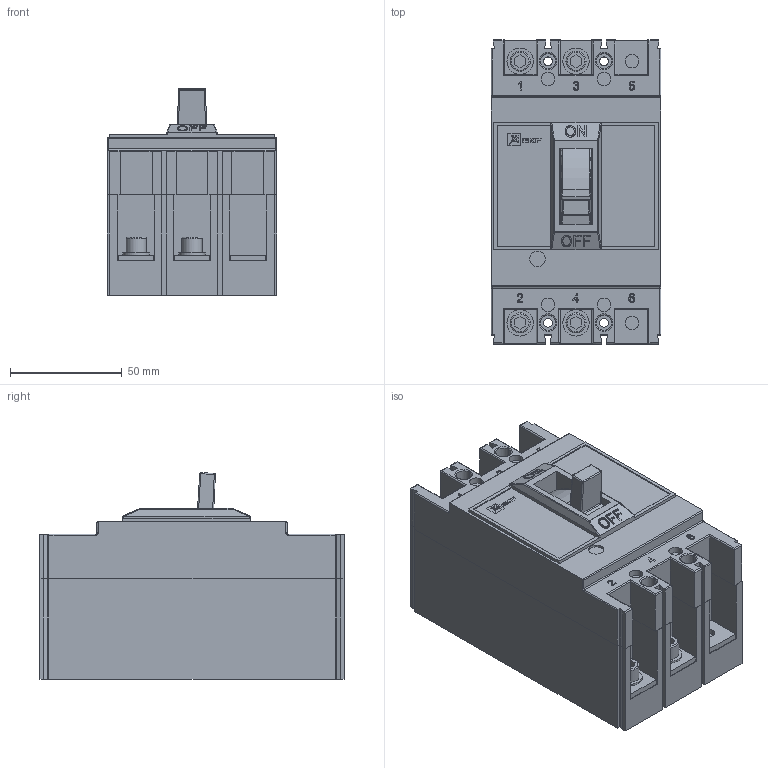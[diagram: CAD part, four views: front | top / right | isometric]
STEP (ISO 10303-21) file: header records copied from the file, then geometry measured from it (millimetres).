
FILE_DESCRIPTION (( 'STEP AP214' ), '1' );
FILE_NAME ('臍-99妼 mccb99-63-(16-20-25-32-50-63-80-100)mi.STEP', '2020-12-08T10:55:03', ( '' ), ( '' ), 'SwSTEP 2.0', 'SolidWorks 2019', '' );
FILE_SCHEMA (( 'AUTOMOTIVE_DESIGN' ));
Length unit declared in the file: millimetre
Products named in the file (1): 臍-99妼 mccb99-63-(16-20-25-32-50-63-80-100)mi
Bounding box: 76 x 136 x 92.47 mm (x, y, z)
Volume: 636621.8 mm3; surface area: 90493.2 mm2
Topology: 2 solids, 2 shells, 492 faces, 1395 edges, 954 vertices
Faces by surface type: plane 317, cylinder 122, bspline 24, torus 20, sphere 9
Entity records: 19198 total; most frequent: CARTESIAN_POINT 5384, ORIENTED_EDGE 2782, DIRECTION 2363, EDGE_CURVE 1391, VECTOR 1007, LINE 1007, VERTEX_POINT 952, AXIS2_PLACEMENT_3D 678
